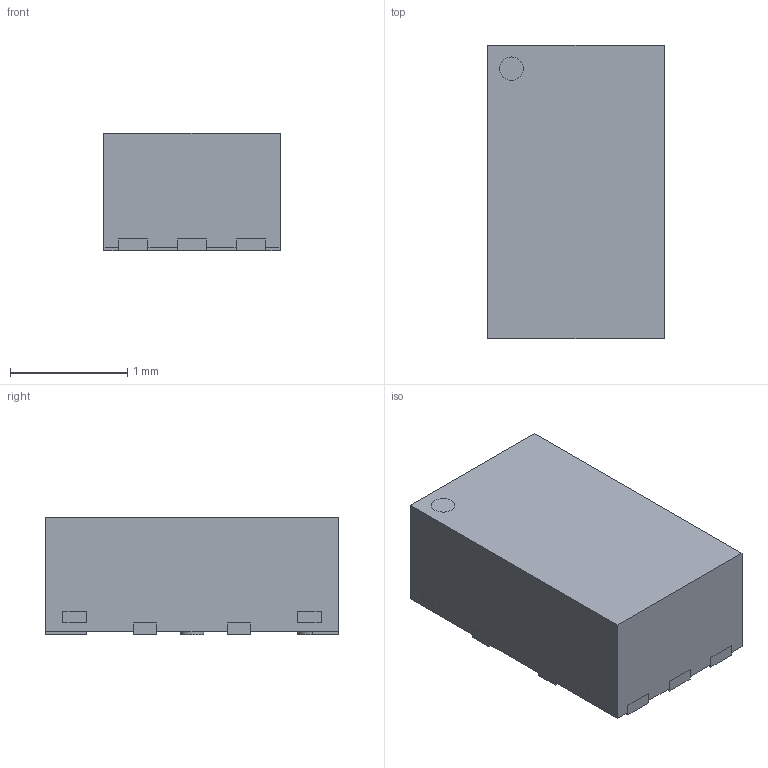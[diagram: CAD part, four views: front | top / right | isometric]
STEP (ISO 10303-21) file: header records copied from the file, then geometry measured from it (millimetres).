
FILE_DESCRIPTION (( 'STEP AP214' ), '1' );
FILE_NAME ('TPS628680ARQYR.STEP', '2024-05-17T13:25:34', ( '' ), ( '' ), 'SwSTEP 2.0', 'SolidWorks 2023', '' );
FILE_SCHEMA (( 'AUTOMOTIVE_DESIGN' ));
Length unit declared in the file: millimetre
Products named in the file (3): FRAME; TPS628680ARQYR; MOLD
Assembly tree (2 placements, depth 2):
  TPS628680ARQYR
    FRAME
    MOLD
Bounding box: 1.5 x 2.5 x 1 mm (x, y, z)
Volume: 3.7 mm3; surface area: 19.6 mm2
Topology: 14 solids, 14 shells, 147 faces, 344 edges, 230 vertices
Faces by surface type: plane 127, cylinder 20
Entity records: 5969 total; most frequent: CARTESIAN_POINT 726, DIRECTION 690, ORIENTED_EDGE 688, EDGE_CURVE 344, VECTOR 302, LINE 302, VERTEX_POINT 230, AXIS2_PLACEMENT_3D 194
